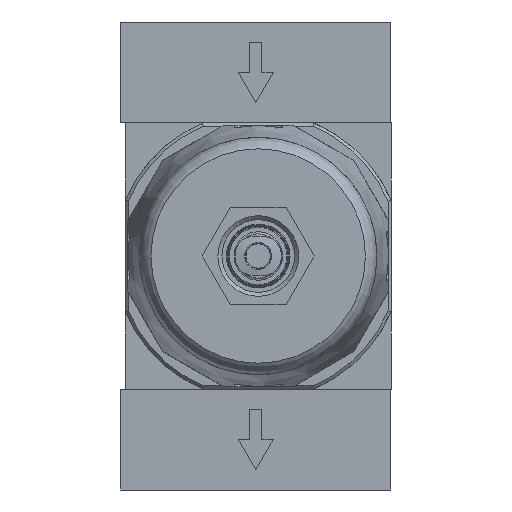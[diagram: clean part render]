
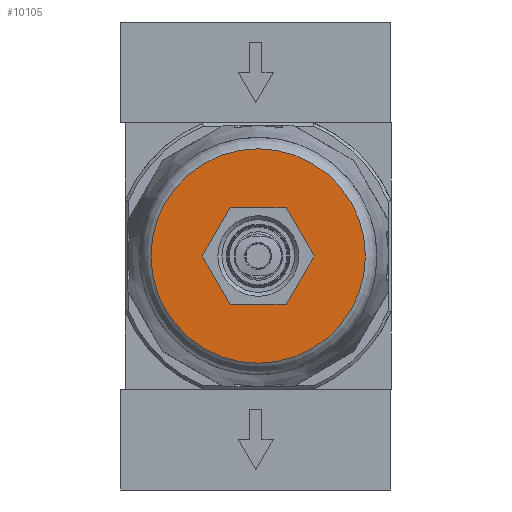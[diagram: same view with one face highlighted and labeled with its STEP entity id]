
A CAD part, front view. The second image highlights one B-rep face of the part: STEP entity #10105.
In plain terms, the highlighted planar face has unit normal (0, -1, 0).
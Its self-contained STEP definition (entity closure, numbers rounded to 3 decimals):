
#743=CIRCLE('',#10793,26.576);
#2360=ORIENTED_EDGE('',*,*,#3565,.T.);
#2361=ORIENTED_EDGE('',*,*,#3714,.T.);
#2362=ORIENTED_EDGE('',*,*,#3729,.T.);
#2363=ORIENTED_EDGE('',*,*,#3726,.T.);
#2364=ORIENTED_EDGE('',*,*,#3723,.T.);
#2365=ORIENTED_EDGE('',*,*,#3720,.T.);
#2366=ORIENTED_EDGE('',*,*,#3717,.T.);
#3565=EDGE_CURVE('',#4461,#4461,#743,.F.);
#3714=EDGE_CURVE('',#4544,#4543,#5094,.T.);
#3717=EDGE_CURVE('',#4546,#4544,#5097,.T.);
#3720=EDGE_CURVE('',#4548,#4546,#5100,.T.);
#3723=EDGE_CURVE('',#4550,#4548,#5103,.T.);
#3726=EDGE_CURVE('',#4552,#4550,#5106,.T.);
#3729=EDGE_CURVE('',#4543,#4552,#5109,.T.);
#4461=VERTEX_POINT('',#15140);
#4543=VERTEX_POINT('',#15644);
#4544=VERTEX_POINT('',#15646);
#4546=VERTEX_POINT('',#15652);
#4548=VERTEX_POINT('',#15658);
#4550=VERTEX_POINT('',#15664);
#4552=VERTEX_POINT('',#15670);
#5094=LINE('',#15645,#5550);
#5097=LINE('',#15651,#5553);
#5100=LINE('',#15657,#5556);
#5103=LINE('',#15663,#5559);
#5106=LINE('',#15669,#5562);
#5109=LINE('',#15674,#5565);
#5550=VECTOR('',#12647,1000.);
#5553=VECTOR('',#12652,1000.);
#5556=VECTOR('',#12657,1000.);
#5559=VECTOR('',#12662,1000.);
#5562=VECTOR('',#12667,1000.);
#5565=VECTOR('',#12672,1000.);
#6073=EDGE_LOOP('',(#2360));
#6074=EDGE_LOOP('',(#2361,#2362,#2363,#2364,#2365,#2366));
#6767=FACE_BOUND('',#6073,.T.);
#6768=FACE_BOUND('',#6074,.T.);
#7263=PLANE('',#10890);
#10105=ADVANCED_FACE('',(#6767,#6768),#7263,.F.);
#10793=AXIS2_PLACEMENT_3D('',#15139,#12391,#12392);
#10890=AXIS2_PLACEMENT_3D('',#15675,#12673,#12674);
#12391=DIRECTION('',(0.,1.,0.));
#12392=DIRECTION('',(0.,0.,1.));
#12647=DIRECTION('',(0.,0.,1.));
#12652=DIRECTION('',(-0.866,0.,0.5));
#12657=DIRECTION('',(-0.866,0.,-0.5));
#12662=DIRECTION('',(0.,0.,-1.));
#12667=DIRECTION('',(0.866,0.,-0.5));
#12672=DIRECTION('',(0.866,0.,0.5));
#12673=DIRECTION('',(0.,1.,0.));
#12674=DIRECTION('',(0.,0.,1.));
#15139=CARTESIAN_POINT('',(0.,-164.,0.));
#15140=CARTESIAN_POINT('',(0.,-164.,26.576));
#15644=CARTESIAN_POINT('',(-12.,-164.,6.928));
#15645=CARTESIAN_POINT('',(-12.,-164.,-6.928));
#15646=CARTESIAN_POINT('',(-12.,-164.,-6.928));
#15651=CARTESIAN_POINT('',(0.,-164.,-13.856));
#15652=CARTESIAN_POINT('',(0.,-164.,-13.856));
#15657=CARTESIAN_POINT('',(12.,-164.,-6.928));
#15658=CARTESIAN_POINT('',(12.,-164.,-6.928));
#15663=CARTESIAN_POINT('',(12.,-164.,6.928));
#15664=CARTESIAN_POINT('',(12.,-164.,6.928));
#15669=CARTESIAN_POINT('',(0.,-164.,13.856));
#15670=CARTESIAN_POINT('',(0.,-164.,13.856));
#15674=CARTESIAN_POINT('',(-12.,-164.,6.928));
#15675=CARTESIAN_POINT('',(0.,-164.,0.));
